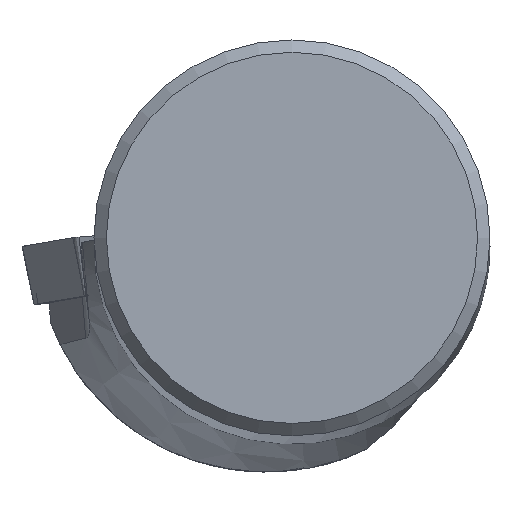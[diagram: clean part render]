
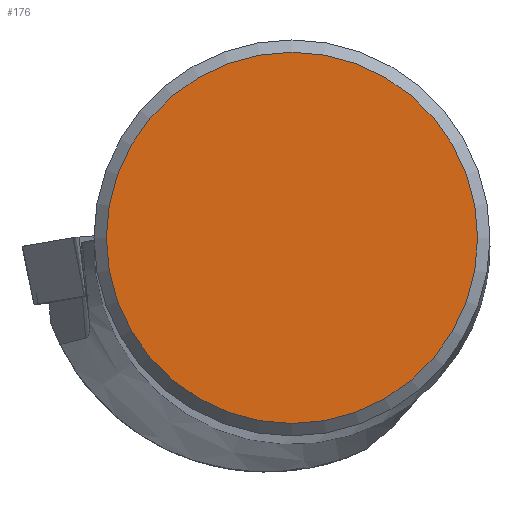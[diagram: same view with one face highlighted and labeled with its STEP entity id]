
A CAD part, top view. The second image highlights one B-rep face of the part: STEP entity #176.
In plain terms, the highlighted planar face has unit normal (0, 0, 1).
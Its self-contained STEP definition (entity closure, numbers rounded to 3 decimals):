
#140=FACE_OUTER_BOUND('',#342,.T.);
#176=ADVANCED_FACE('',(#140),#201,.T.);
#201=PLANE('',#849);
#342=EDGE_LOOP('',(#476));
#476=ORIENTED_EDGE('',*,*,#669,.T.);
#591=VERTEX_POINT('',#1408);
#669=EDGE_CURVE('',#591,#591,#709,.T.);
#709=CIRCLE('',#847,7.493);
#847=AXIS2_PLACEMENT_3D('',#1407,#1019,#1020);
#849=AXIS2_PLACEMENT_3D('',#1410,#1023,#1024);
#1019=DIRECTION('',(0.,0.,1.));
#1020=DIRECTION('',(1.,0.,0.));
#1023=DIRECTION('',(0.,0.,1.));
#1024=DIRECTION('',(1.,0.,0.));
#1407=CARTESIAN_POINT('',(0.,0.,0.));
#1408=CARTESIAN_POINT('',(7.493,0.,0.));
#1410=CARTESIAN_POINT('',(0.,0.,
0.));
